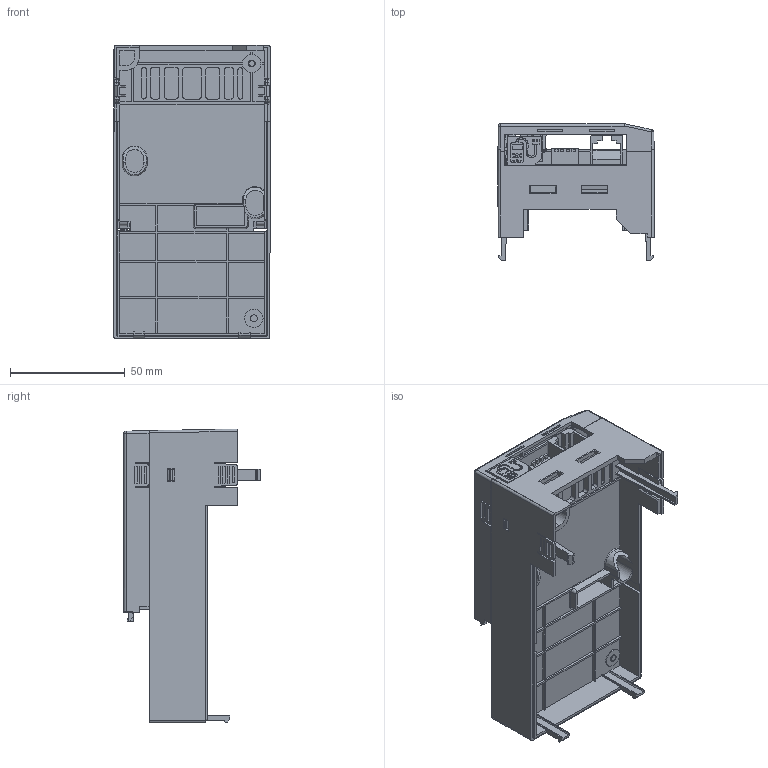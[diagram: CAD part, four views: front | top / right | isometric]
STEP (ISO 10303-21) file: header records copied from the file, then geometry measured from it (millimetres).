
FILE_DESCRIPTION (( 'STEP AP214' ), '1' );
FILE_NAME ('S100_OPTION_MODULE_ETHERNET_200525 Mod r1C fXT.STEP', '2020-09-14T21:10:11', ( '' ), ( '' ), 'SwSTEP 2.0', 'SolidWorks 2017', '' );
FILE_SCHEMA (( 'AUTOMOTIVE_DESIGN' ));
Length unit declared in the file: inch
Products named in the file (1): S100_OPTION_MODULE_ETHERNET_200525 Mod r1C fXT
Bounding box: 68.09 x 59.4 x 128.05 mm (x, y, z)
Volume: 77142.9 mm3; surface area: 78853.5 mm2
Topology: 10 solids, 10 shells, 1626 faces, 4554 edges, 2984 vertices
Faces by surface type: plane 1132, cylinder 356, cone 83, bspline 47, torus 8
Entity records: 55427 total; most frequent: CARTESIAN_POINT 14809, ORIENTED_EDGE 9106, DIRECTION 7394, EDGE_CURVE 4553, VECTOR 3070, LINE 3070, VERTEX_POINT 2984, AXIS2_PLACEMENT_3D 2162
